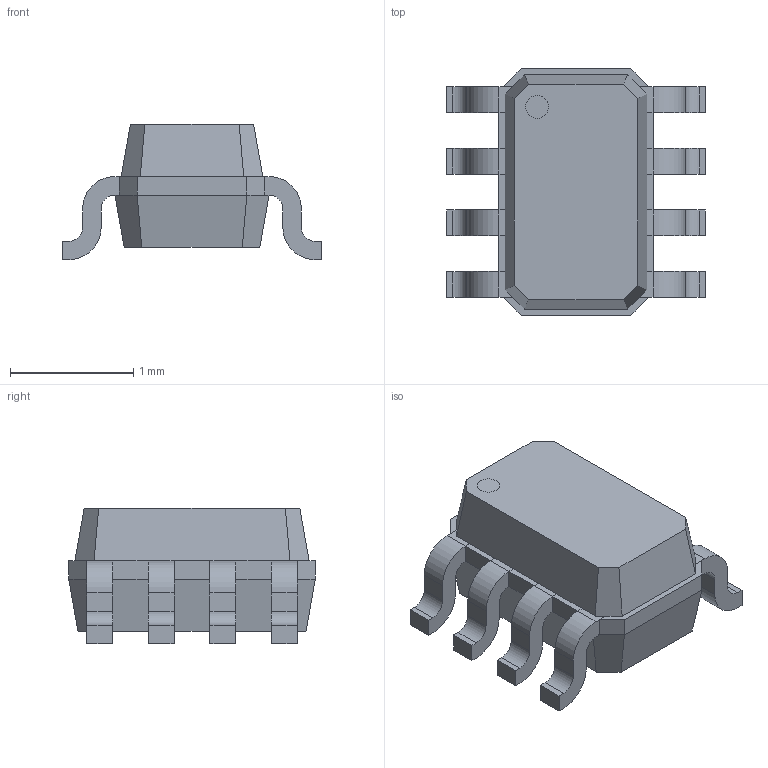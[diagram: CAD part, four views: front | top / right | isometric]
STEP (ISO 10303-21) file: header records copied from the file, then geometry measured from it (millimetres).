
FILE_DESCRIPTION(/* description */ ('model of SC-70-8'),/* implementation_level */ '2;1');
FILE_NAME(/* name */ 'SC-70-8.step',/* time_stamp */ '1970-01-01T00:00:00',/* author */ ('KiCAD','kicad'),/* organization */ ('OCCT'),/* preprocessor_version */ '',/* originating_system */ 'KiCAD',/* authorisation */ '');
FILE_SCHEMA(('AUTOMOTIVE_DESIGN { 1 0 10303 214 1 1 1 1 }'));
Length unit declared in the file: millimetre
Products named in the file (1): SC-70-8
Bounding box: 2.1 x 2 x 1.1 mm (x, y, z)
Volume: 2.3 mm3; surface area: 14.4 mm2
Topology: 1 solids, 1 shells, 139 faces, 361 edges, 225 vertices
Faces by surface type: plane 91, cylinder 32, bspline 16
Entity records: 2783 total; most frequent: ORIENTED_EDGE 621, EDGE_CURVE 361, CARTESIAN_POINT 304, LINE 240, VERTEX_POINT 225, AXIS2_PLACEMENT_3D 161, FACE_BOUND 140, ADVANCED_FACE 139
